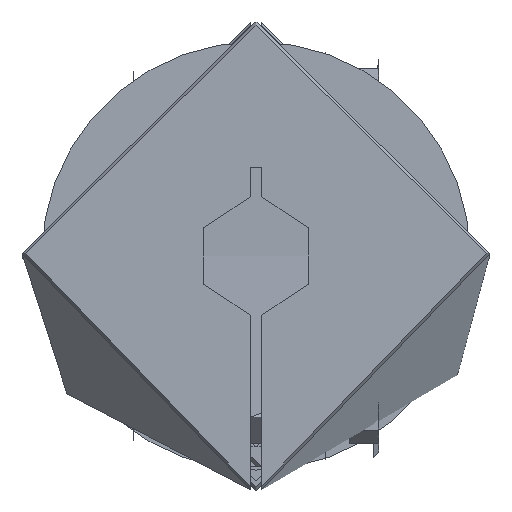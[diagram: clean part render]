
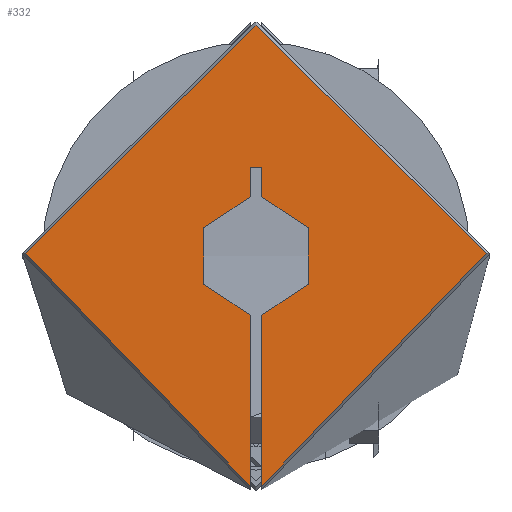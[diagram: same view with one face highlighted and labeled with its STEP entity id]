
A CAD part, left-side view. The second image highlights one B-rep face of the part: STEP entity #332.
In plain terms, the highlighted planar face has unit normal (-1, 0, 0).
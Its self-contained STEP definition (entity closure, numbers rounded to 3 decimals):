
#332 = ADVANCED_FACE( '', ( #752 ), #753, .T. );
#752 = FACE_OUTER_BOUND( '', #1327, .T. );
#753 = PLANE( '', #1328 );
#1327 = EDGE_LOOP( '', ( #2105, #2106, #2107, #2108, #2109, #2110, #2111, #2112 ) );
#1328 = AXIS2_PLACEMENT_3D( '', #2113, #2114, #2115 );
#2105 = ORIENTED_EDGE( '', *, *, #2447, .F. );
#2106 = ORIENTED_EDGE( '', *, *, #2550, .T. );
#2107 = ORIENTED_EDGE( '', *, *, #2392, .F. );
#2108 = ORIENTED_EDGE( '', *, *, #2544, .F. );
#2109 = ORIENTED_EDGE( '', *, *, #2551, .F. );
#2110 = ORIENTED_EDGE( '', *, *, #2424, .F. );
#2111 = ORIENTED_EDGE( '', *, *, #2476, .F. );
#2112 = ORIENTED_EDGE( '', *, *, #2400, .F. );
#2113 = CARTESIAN_POINT( '', ( 0., 0., 15.5 ) );
#2114 = DIRECTION( '', ( -1., 0., 0. ) );
#2115 = DIRECTION( '', ( 0., 0., 1. ) );
#2392 = EDGE_CURVE( '', #2808, #2810, #2811, .T. );
#2400 = EDGE_CURVE( '', #2822, #2818, #2824, .T. );
#2424 = EDGE_CURVE( '', #2858, #2860, #2861, .T. );
#2447 = EDGE_CURVE( '', #2891, #2822, #2893, .T. );
#2476 = EDGE_CURVE( '', #2818, #2858, #2930, .T. );
#2544 = EDGE_CURVE( '', #3011, #2808, #3013, .T. );
#2550 = EDGE_CURVE( '', #2891, #2810, #3019, .T. );
#2551 = EDGE_CURVE( '', #2860, #3011, #3020, .T. );
#2808 = VERTEX_POINT( '', #3680 );
#2810 = VERTEX_POINT( '', #3683 );
#2811 = LINE( '', #3684, #3685 );
#2818 = VERTEX_POINT( '', #3701 );
#2822 = VERTEX_POINT( '', #3706 );
#2824 = CIRCLE( '', #3709, 15.5 );
#2858 = VERTEX_POINT( '', #3764 );
#2860 = VERTEX_POINT( '', #3767 );
#2861 = LINE( '', #3768, #3769 );
#2891 = VERTEX_POINT( '', #3909 );
#2893 = LINE( '', #3918, #3919 );
#2930 = LINE( '', #3961, #3962 );
#3011 = VERTEX_POINT( '', #4079 );
#3013 = CIRCLE( '', #4082, 15.5 );
#3019 = CIRCLE( '', #4089, 60. );
#3020 = LINE( '', #4090, #4091 );
#3680 = CARTESIAN_POINT( '', ( 0., 1.5, -15.427 ) );
#3683 = CARTESIAN_POINT( '', ( 0., 1.5, -59.981 ) );
#3684 = CARTESIAN_POINT( '', ( 0., 1.5, 23. ) );
#3685 = VECTOR( '', #4427, 1000. );
#3701 = CARTESIAN_POINT( '', ( 0., -1.5, 15.427 ) );
#3706 = CARTESIAN_POINT( '', ( 0., -1.5, -15.427 ) );
#3709 = AXIS2_PLACEMENT_3D( '', #4435, #4436, #4437 );
#3764 = CARTESIAN_POINT( '', ( 0., -1.5, 23. ) );
#3767 = CARTESIAN_POINT( '', ( 0., 1.5, 23. ) );
#3768 = CARTESIAN_POINT( '', ( 0., 1.5, 23. ) );
#3769 = VECTOR( '', #4461, 1000. );
#3909 = CARTESIAN_POINT( '', ( 0., -1.5, -59.981 ) );
#3918 = CARTESIAN_POINT( '', ( 0., -1.5, 23. ) );
#3919 = VECTOR( '', #4483, 1000. );
#3961 = CARTESIAN_POINT( '', ( 0., -1.5, 23. ) );
#3962 = VECTOR( '', #4513, 1000. );
#4079 = CARTESIAN_POINT( '', ( 0., 1.5, 15.427 ) );
#4082 = AXIS2_PLACEMENT_3D( '', #4570, #4571, #4572 );
#4089 = AXIS2_PLACEMENT_3D( '', #4574, #4575, #4576 );
#4090 = CARTESIAN_POINT( '', ( 0., 1.5, 23. ) );
#4091 = VECTOR( '', #4577, 1000. );
#4427 = DIRECTION( '', ( 0., 0., -1. ) );
#4435 = CARTESIAN_POINT( '', ( 0., 0., 0. ) );
#4436 = DIRECTION( '', ( -1., 0., 0. ) );
#4437 = DIRECTION( '', ( 0., 0., 1. ) );
#4461 = DIRECTION( '', ( 0., 1., 0. ) );
#4483 = DIRECTION( '', ( 0., 0., 1. ) );
#4513 = DIRECTION( '', ( 0., 0., 1. ) );
#4570 = CARTESIAN_POINT( '', ( 0., 0., 0. ) );
#4571 = DIRECTION( '', ( -1., 0., 0. ) );
#4572 = DIRECTION( '', ( 0., 0., 1. ) );
#4574 = CARTESIAN_POINT( '', ( 0., 0., 0. ) );
#4575 = DIRECTION( '', ( -1., 0., 0. ) );
#4576 = DIRECTION( '', ( 0., 0., 1. ) );
#4577 = DIRECTION( '', ( 0., 0., -1. ) );
